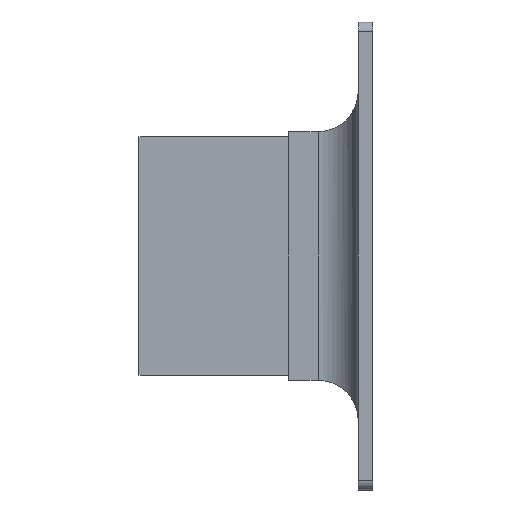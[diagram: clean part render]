
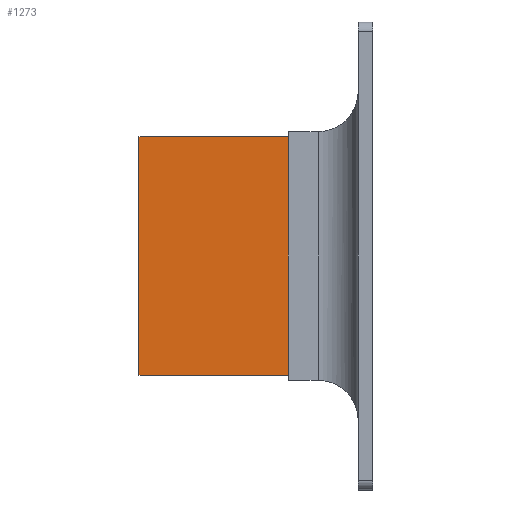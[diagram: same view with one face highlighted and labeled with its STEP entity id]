
A CAD part, left-side view. The second image highlights one B-rep face of the part: STEP entity #1273.
In plain terms, the highlighted planar face has unit normal (-1, 0, 0).
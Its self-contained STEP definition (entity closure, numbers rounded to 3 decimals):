
#5 = ORIENTED_EDGE ( 'NONE', *, *, #1204, .F. ) ;
#10 = DIRECTION ( 'NONE',  ( 0., 0., 1. ) ) ;
#94 = CARTESIAN_POINT ( 'NONE',  ( -24., 17., -24. ) ) ;
#198 = EDGE_CURVE ( 'NONE', #832, #848, #1099, .T. ) ;
#216 = DIRECTION ( 'NONE',  ( 1., 0., 0. ) ) ;
#372 = DIRECTION ( 'NONE',  ( 0., 0., -1. ) ) ;
#398 = CARTESIAN_POINT ( 'NONE',  ( -24., 47., -24. ) ) ;
#442 = CARTESIAN_POINT ( 'NONE',  ( -24., 47., 24. ) ) ;
#524 = PLANE ( 'NONE',  #1981 ) ;
#602 = EDGE_LOOP ( 'NONE', ( #711, #612, #5, #930 ) ) ;
#612 = ORIENTED_EDGE ( 'NONE', *, *, #198, .F. ) ;
#615 = VERTEX_POINT ( 'NONE', #752 ) ;
#711 = ORIENTED_EDGE ( 'NONE', *, *, #1496, .T. ) ;
#712 = CARTESIAN_POINT ( 'NONE',  ( -24., 47., -24. ) ) ;
#736 = VECTOR ( 'NONE', #1581, 1000. ) ;
#737 = DIRECTION ( 'NONE',  ( 0., 0., 1. ) ) ;
#752 = CARTESIAN_POINT ( 'NONE',  ( -24., 17., -24. ) ) ;
#830 = VECTOR ( 'NONE', #1386, 1000. ) ;
#832 = VERTEX_POINT ( 'NONE', #1684 ) ;
#848 = VERTEX_POINT ( 'NONE', #987 ) ;
#930 = ORIENTED_EDGE ( 'NONE', *, *, #961, .T. ) ;
#953 = CARTESIAN_POINT ( 'NONE',  ( -24., 47., -24. ) ) ;
#961 = EDGE_CURVE ( 'NONE', #1966, #615, #1750, .T. ) ;
#987 = CARTESIAN_POINT ( 'NONE',  ( -24., 17., 24. ) ) ;
#1099 = LINE ( 'NONE', #442, #736 ) ;
#1174 = FACE_OUTER_BOUND ( 'NONE', #602, .T. ) ;
#1204 = EDGE_CURVE ( 'NONE', #1966, #832, #1461, .T. ) ;
#1273 = ADVANCED_FACE ( 'NONE', ( #1174 ), #524, .F. ) ;
#1385 = LINE ( 'NONE', #94, #1788 ) ;
#1386 = DIRECTION ( 'NONE',  ( 0., -1., 0. ) ) ;
#1461 = LINE ( 'NONE', #953, #1952 ) ;
#1496 = EDGE_CURVE ( 'NONE', #615, #848, #1385, .T. ) ;
#1581 = DIRECTION ( 'NONE',  ( 0., -1., 0. ) ) ;
#1684 = CARTESIAN_POINT ( 'NONE',  ( -24., 47., 24. ) ) ;
#1750 = LINE ( 'NONE', #1911, #830 ) ;
#1788 = VECTOR ( 'NONE', #737, 1000. ) ;
#1911 = CARTESIAN_POINT ( 'NONE',  ( -24., 47., -24. ) ) ;
#1952 = VECTOR ( 'NONE', #10, 1000. ) ;
#1966 = VERTEX_POINT ( 'NONE', #398 ) ;
#1981 = AXIS2_PLACEMENT_3D ( 'NONE', #712, #216, #372 ) ;
